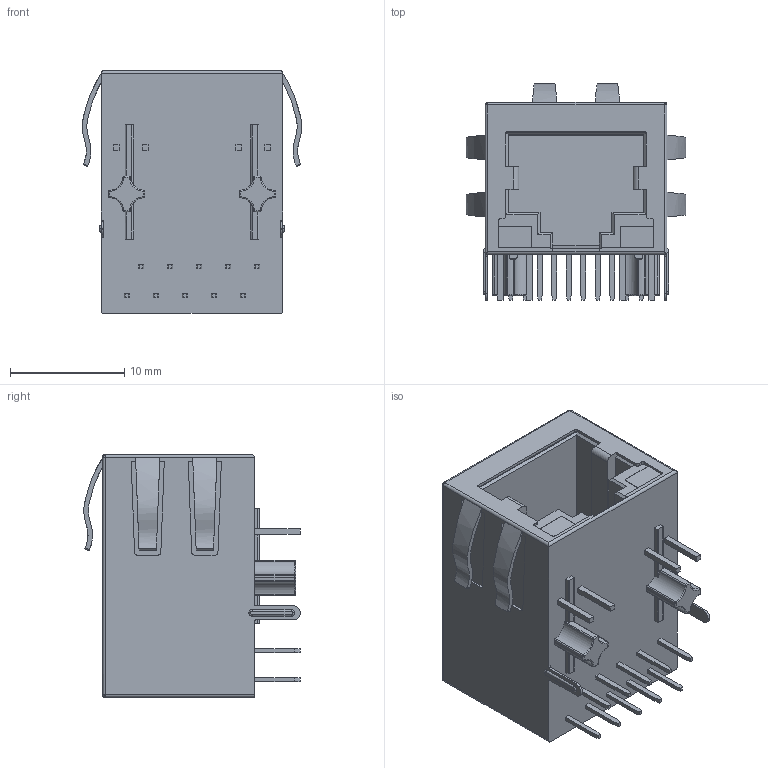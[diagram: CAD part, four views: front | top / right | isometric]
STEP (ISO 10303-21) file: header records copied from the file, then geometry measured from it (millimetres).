
FILE_DESCRIPTION (( 'STEP AP214' ), '1' );
FILE_NAME ('TMJG0820GENL.STEP', '2022-11-04T10:27:24', ( '' ), ( '' ), 'SwSTEP 2.0', 'SolidWorks 2022', '' );
FILE_SCHEMA (( 'AUTOMOTIVE_DESIGN' ));
Length unit declared in the file: millimetre
Products named in the file (1): TMJG0820GENL
Bounding box: 19.22 x 18.94 x 21.25 mm (x, y, z)
Volume: 3642.5 mm3; surface area: 2553.3 mm2
Topology: 1 solids, 1 shells, 741 faces, 1936 edges, 1260 vertices
Faces by surface type: plane 438, bspline 156, cylinder 107, sphere 24, torus 16
Entity records: 26212 total; most frequent: CARTESIAN_POINT 9208, ORIENTED_EDGE 3872, DIRECTION 2861, EDGE_CURVE 1936, VERTEX_POINT 1260, VECTOR 1177, LINE 1177, AXIS2_PLACEMENT_3D 842
